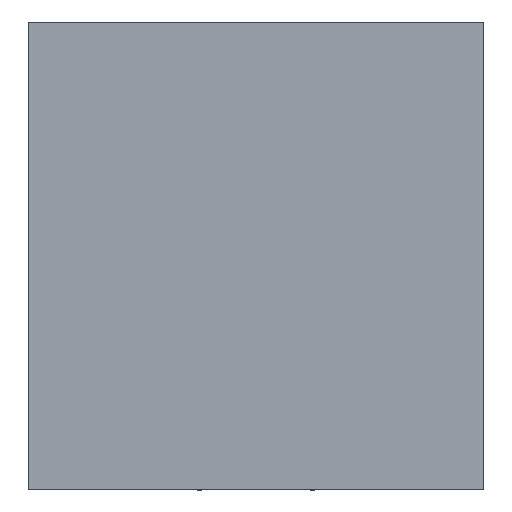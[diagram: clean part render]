
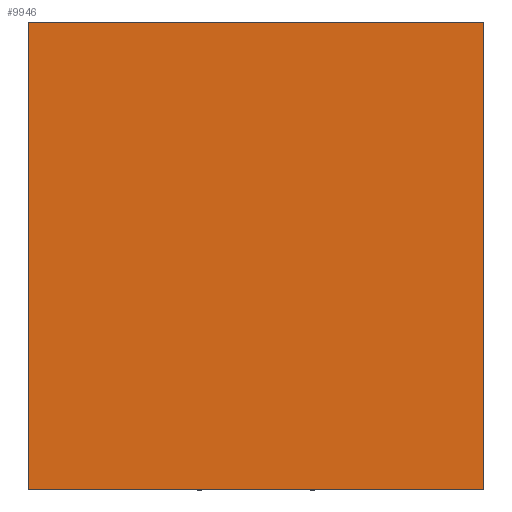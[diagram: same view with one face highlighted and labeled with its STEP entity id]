
A CAD part, top view. The second image highlights one B-rep face of the part: STEP entity #9946.
In plain terms, the highlighted planar face has unit normal (0, 0, 1).
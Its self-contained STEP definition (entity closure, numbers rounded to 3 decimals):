
#1430=ORIENTED_EDGE('',*,*,#3961,.T.);
#1431=ORIENTED_EDGE('',*,*,#3962,.F.);
#1432=ORIENTED_EDGE('',*,*,#3960,.F.);
#1433=ORIENTED_EDGE('',*,*,#3963,.T.);
#3960=EDGE_CURVE('',#5227,#5224,#6229,.T.);
#3961=EDGE_CURVE('',#5228,#5229,#6230,.T.);
#3962=EDGE_CURVE('',#5224,#5229,#6231,.T.);
#3963=EDGE_CURVE('',#5227,#5228,#6232,.T.);
#5224=VERTEX_POINT('',#15180);
#5227=VERTEX_POINT('',#15185);
#5228=VERTEX_POINT('',#15189);
#5229=VERTEX_POINT('',#15190);
#6229=LINE('',#15186,#7437);
#6230=LINE('',#15188,#7438);
#6231=LINE('',#15191,#7439);
#6232=LINE('',#15192,#7440);
#7437=VECTOR('',#12228,1000.);
#7438=VECTOR('',#12231,1000.);
#7439=VECTOR('',#12232,1000.);
#7440=VECTOR('',#12233,1000.);
#8375=EDGE_LOOP('',(#1430,#1431,#1432,#1433));
#8960=FACE_BOUND('',#8375,.T.);
#9458=PLANE('',#10644);
#9946=ADVANCED_FACE('',(#8960),#9458,.F.);
#10644=AXIS2_PLACEMENT_3D('',#15187,#12229,#12230);
#12228=DIRECTION('',(0.,-1.,0.));
#12229=DIRECTION('',(0.,0.,-1.));
#12230=DIRECTION('',(-1.,0.,0.));
#12231=DIRECTION('',(0.,-1.,0.));
#12232=DIRECTION('',(-1.,0.,0.));
#12233=DIRECTION('',(-1.,0.,0.));
#15180=CARTESIAN_POINT('',(5.65,0.,10.8));
#15185=CARTESIAN_POINT('',(5.65,11.6,10.8));
#15186=CARTESIAN_POINT('',(5.65,11.6,10.8));
#15187=CARTESIAN_POINT('',(5.65,11.6,10.8));
#15188=CARTESIAN_POINT('',(-5.65,11.6,10.8));
#15189=CARTESIAN_POINT('',(-5.65,11.6,10.8));
#15190=CARTESIAN_POINT('',(-5.65,0.,10.8));
#15191=CARTESIAN_POINT('',(5.65,0.,10.8));
#15192=CARTESIAN_POINT('',(5.65,11.6,10.8));
